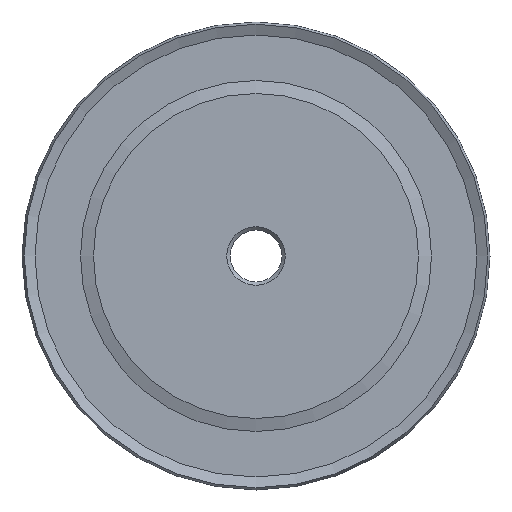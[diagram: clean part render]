
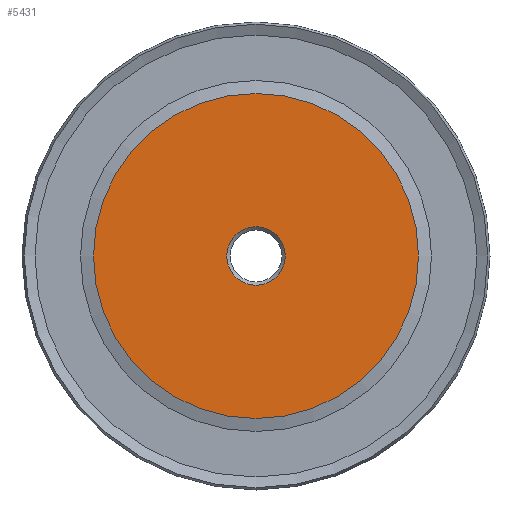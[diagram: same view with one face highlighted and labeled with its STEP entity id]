
A CAD part, left-side view. The second image highlights one B-rep face of the part: STEP entity #5431.
In plain terms, the highlighted planar face has unit normal (-1, 0, 0).
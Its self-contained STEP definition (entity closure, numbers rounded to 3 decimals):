
#5431 = ADVANCED_FACE('',(#5432,#5468),#5445,.F.);
#5432 = FACE_BOUND('',#5433,.F.);
#5433 = EDGE_LOOP('',(#5434));
#5434 = ORIENTED_EDGE('',*,*,#5435,.F.);
#5435 = EDGE_CURVE('',#5436,#5436,#5438,.T.);
#5436 = VERTEX_POINT('',#5437);
#5437 = CARTESIAN_POINT('',(-7.,0.,4.5));
#5438 = SURFACE_CURVE('',#5439,(#5444,#5456),.PCURVE_S1.);
#5439 = CIRCLE('',#5440,4.5);
#5440 = AXIS2_PLACEMENT_3D('',#5441,#5442,#5443);
#5441 = CARTESIAN_POINT('',(-7.,0.,0.));
#5442 = DIRECTION('',(1.,0.,0.));
#5443 = DIRECTION('',(0.,0.,1.));
#5444 = PCURVE('',#5445,#5450);
#5445 = PLANE('',#5446);
#5446 = AXIS2_PLACEMENT_3D('',#5447,#5448,#5449);
#5447 = CARTESIAN_POINT('',(-7.,0.,0.));
#5448 = DIRECTION('',(1.,0.,0.));
#5449 = DIRECTION('',(0.,0.,1.));
#5450 = DEFINITIONAL_REPRESENTATION('',(#5451),#5455);
#5451 = CIRCLE('',#5452,4.5);
#5452 = AXIS2_PLACEMENT_2D('',#5453,#5454);
#5453 = CARTESIAN_POINT('',(0.,0.));
#5454 = DIRECTION('',(1.,0.));
#5455 = ( GEOMETRIC_REPRESENTATION_CONTEXT(2) 
PARAMETRIC_REPRESENTATION_CONTEXT() REPRESENTATION_CONTEXT('2D SPACE',''
  ) );
#5456 = PCURVE('',#5457,#5462);
#5457 = CONICAL_SURFACE('',#5458,4.,0.785);
#5458 = AXIS2_PLACEMENT_3D('',#5459,#5460,#5461);
#5459 = CARTESIAN_POINT('',(-6.5,0.,0.));
#5460 = DIRECTION('',(-1.,-0.,-0.));
#5461 = DIRECTION('',(0.,0.,1.));
#5462 = DEFINITIONAL_REPRESENTATION('',(#5463),#5467);
#5463 = LINE('',#5464,#5465);
#5464 = CARTESIAN_POINT('',(0.,0.5));
#5465 = VECTOR('',#5466,1.);
#5466 = DIRECTION('',(-1.,-0.));
#5467 = ( GEOMETRIC_REPRESENTATION_CONTEXT(2) 
PARAMETRIC_REPRESENTATION_CONTEXT() REPRESENTATION_CONTEXT('2D SPACE',''
  ) );
#5468 = FACE_BOUND('',#5469,.F.);
#5469 = EDGE_LOOP('',(#5470));
#5470 = ORIENTED_EDGE('',*,*,#5471,.T.);
#5471 = EDGE_CURVE('',#5472,#5472,#5474,.T.);
#5472 = VERTEX_POINT('',#5473);
#5473 = CARTESIAN_POINT('',(-7.,0.,25.));
#5474 = SURFACE_CURVE('',#5475,(#5480,#5487),.PCURVE_S1.);
#5475 = CIRCLE('',#5476,25.);
#5476 = AXIS2_PLACEMENT_3D('',#5477,#5478,#5479);
#5477 = CARTESIAN_POINT('',(-7.,0.,0.));
#5478 = DIRECTION('',(1.,0.,0.));
#5479 = DIRECTION('',(0.,0.,1.));
#5480 = PCURVE('',#5445,#5481);
#5481 = DEFINITIONAL_REPRESENTATION('',(#5482),#5486);
#5482 = CIRCLE('',#5483,25.);
#5483 = AXIS2_PLACEMENT_2D('',#5484,#5485);
#5484 = CARTESIAN_POINT('',(0.,0.));
#5485 = DIRECTION('',(1.,0.));
#5486 = ( GEOMETRIC_REPRESENTATION_CONTEXT(2) 
PARAMETRIC_REPRESENTATION_CONTEXT() REPRESENTATION_CONTEXT('2D SPACE',''
  ) );
#5487 = PCURVE('',#5488,#5493);
#5488 = CONICAL_SURFACE('',#5489,27.,1.271);
#5489 = AXIS2_PLACEMENT_3D('',#5490,#5491,#5492);
#5490 = CARTESIAN_POINT('',(-6.383,0.,0.));
#5491 = DIRECTION('',(1.,0.,0.));
#5492 = DIRECTION('',(0.,0.,1.));
#5493 = DEFINITIONAL_REPRESENTATION('',(#5494),#5498);
#5494 = LINE('',#5495,#5496);
#5495 = CARTESIAN_POINT('',(0.,-0.617));
#5496 = VECTOR('',#5497,1.);
#5497 = DIRECTION('',(1.,-0.));
#5498 = ( GEOMETRIC_REPRESENTATION_CONTEXT(2) 
PARAMETRIC_REPRESENTATION_CONTEXT() REPRESENTATION_CONTEXT('2D SPACE',''
  ) );
